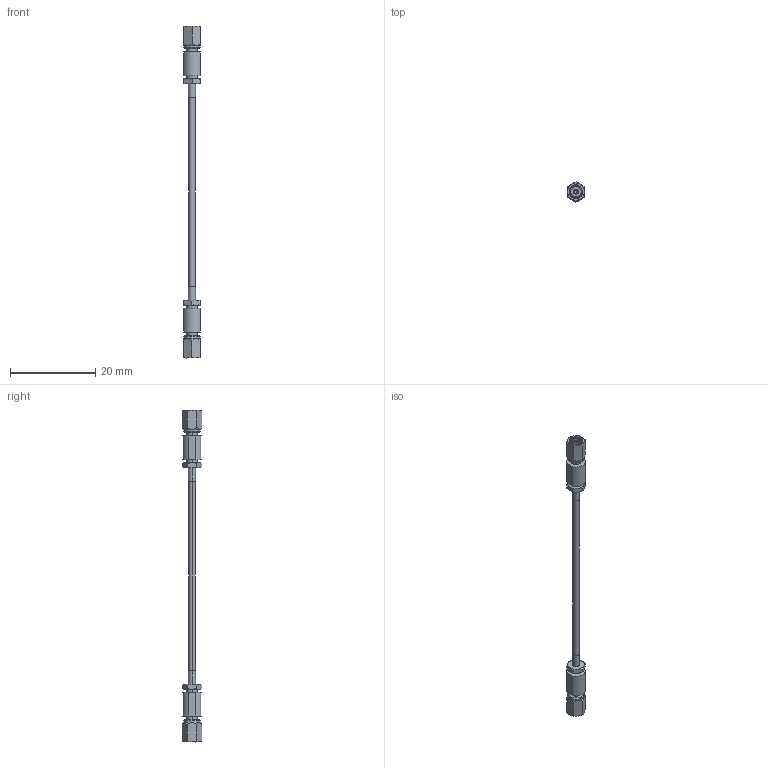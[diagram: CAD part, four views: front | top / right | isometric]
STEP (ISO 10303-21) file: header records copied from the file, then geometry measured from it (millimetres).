
FILE_DESCRIPTION (( 'STEP AP214' ), '1' );
FILE_NAME ('FMCA9982_3D.step', '2024-01-19T19:35:37', ( '' ), ( '' ), 'SwSTEP 2.0', 'SolidWorks 2022', '' );
FILE_SCHEMA (( 'AUTOMOTIVE_DESIGN' ));
Length unit declared in the file: inch
Products named in the file (4): Copy of PE45366^FMCA9982_默认; Copy of Heatshrink_047_thin_240177^FMCA9982; Copy of PE-P047 Cable New^FMCA9982; FMCA9982_3D
Assembly tree (5 placements, depth 2):
  FMCA9982_3D
    Copy of PE-P047 Cable New^FMCA9982
    Copy of PE45366^FMCA9982_默认  x2
    Copy of Heatshrink_047_thin_240177^FMCA9982  x2
Bounding box: 3.96 x 4.58 x 77.82 mm (x, y, z)
Volume: 368.8 mm3; surface area: 1035.5 mm2
Topology: 5 solids, 5 shells, 204 faces, 462 edges, 288 vertices
Faces by surface type: plane 80, cylinder 62, cone 56, bspline 6
Entity records: 3728 total; most frequent: CARTESIAN_POINT 1329, ORIENTED_EDGE 468, DIRECTION 456, EDGE_CURVE 234, AXIS2_PLACEMENT_3D 185, VERTEX_POINT 146, EDGE_LOOP 116, ADVANCED_FACE 104
